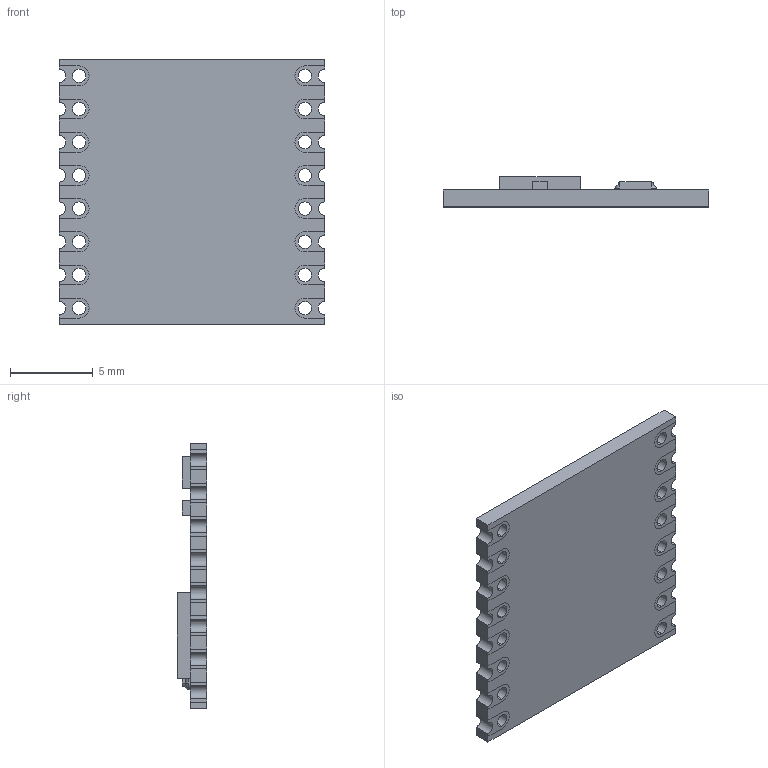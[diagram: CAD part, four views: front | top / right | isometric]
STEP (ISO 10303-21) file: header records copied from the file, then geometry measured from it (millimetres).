
FILE_DESCRIPTION (( 'STEP AP214' ), '1' );
FILE_NAME ('RFM95W-915S2.STEP', '2018-05-31T12:35:01', ( '' ), ( '' ), 'SwSTEP 2.0', 'SolidWorks 2017', '' );
FILE_SCHEMA (( 'AUTOMOTIVE_DESIGN' ));
Length unit declared in the file: millimetre
Products named in the file (1): RFM95W-915S2
Bounding box: 16 x 1.8 x 16 mm (x, y, z)
Volume: 269.2 mm3; surface area: 841.2 mm2
Topology: 22 solids, 22 shells, 286 faces, 710 edges, 468 vertices
Faces by surface type: plane 184, cylinder 98, torus 4
Entity records: 8773 total; most frequent: DIRECTION 1480, CARTESIAN_POINT 1465, ORIENTED_EDGE 1420, EDGE_CURVE 710, LINE 514, VECTOR 514, AXIS2_PLACEMENT_3D 483, VERTEX_POINT 468
